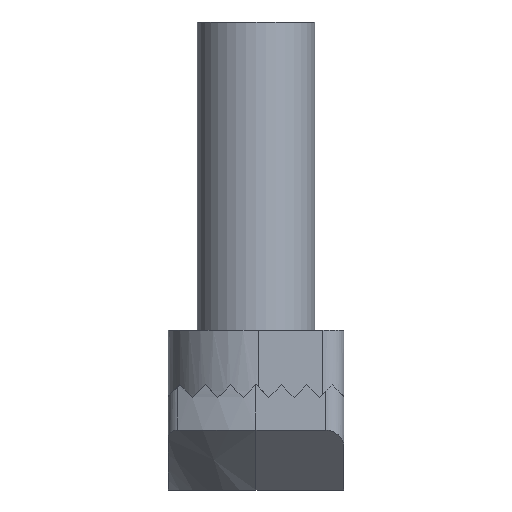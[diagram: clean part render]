
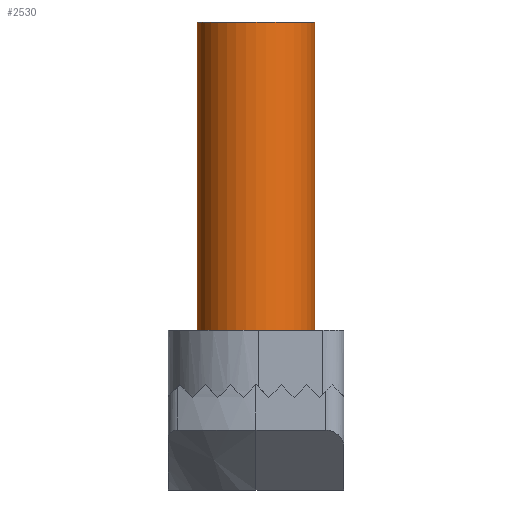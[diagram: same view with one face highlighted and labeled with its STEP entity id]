
A CAD part, front view. The second image highlights one B-rep face of the part: STEP entity #2530.
In plain terms, the highlighted cylindrical face has radius 3.233 mm (diameter 6.466 mm), a full revolution.
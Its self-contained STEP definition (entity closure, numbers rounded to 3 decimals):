
#1218=CYLINDRICAL_SURFACE('',#2436,3.233);
#1225=CIRCLE('',#2338,3.233);
#1230=CIRCLE('',#2437,3.233);
#1512=ORIENTED_EDGE('',*,*,#1922,.T.);
#1513=ORIENTED_EDGE('',*,*,#1789,.T.);
#1695=VERTEX_POINT('',#2553);
#1780=VERTEX_POINT('',#2883);
#1789=EDGE_CURVE('',#1695,#1695,#1225,.T.);
#1922=EDGE_CURVE('',#1780,#1780,#1230,.T.);
#1974=EDGE_LOOP('',(#1512));
#1975=EDGE_LOOP('',(#1513));
#2028=FACE_BOUND('',#1974,.T.);
#2029=FACE_BOUND('',#1975,.T.);
#2045=DIRECTION('',(0.,0.,1.));
#2046=DIRECTION('',(0.,-3.233,0.));
#2323=DIRECTION('',(0.,0.,-1.));
#2324=DIRECTION('',(0.,1.,0.));
#2325=DIRECTION('',(0.,0.,-1.));
#2326=DIRECTION('',(3.233,0.,0.));
#2338=AXIS2_PLACEMENT_3D('',#2554,#2045,#2046);
#2436=AXIS2_PLACEMENT_3D('',#2882,#2323,#2324);
#2437=AXIS2_PLACEMENT_3D('',#2884,#2325,#2326);
#2530=ADVANCED_FACE('',(#2028,#2029),#1218,.T.);
#2553=CARTESIAN_POINT('',(0.,-3.233,8.8));
#2554=CARTESIAN_POINT('',(0.,0.,8.8));
#2882=CARTESIAN_POINT('',(0.,0.,25.8));
#2883=CARTESIAN_POINT('',(3.233,0.,25.8));
#2884=CARTESIAN_POINT('',(0.,0.,25.8));
